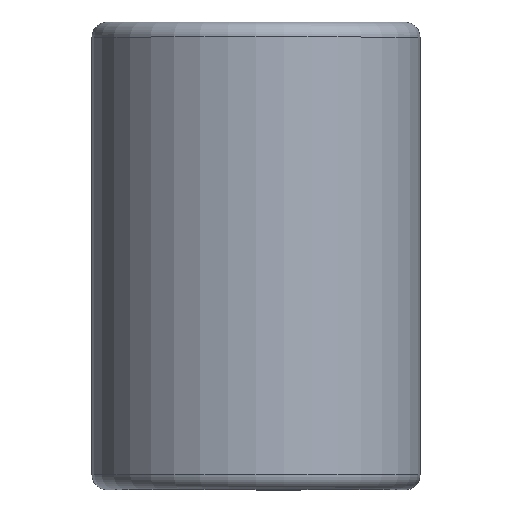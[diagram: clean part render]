
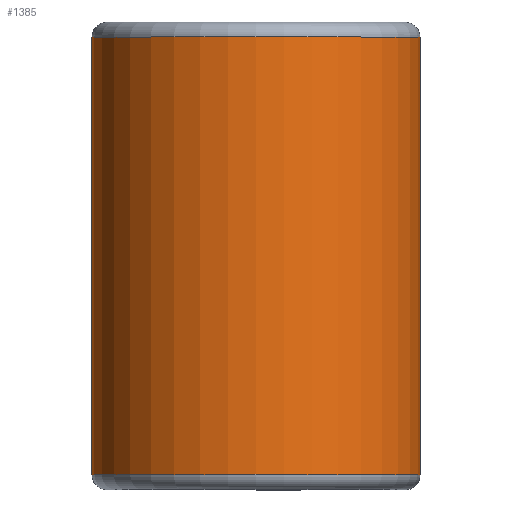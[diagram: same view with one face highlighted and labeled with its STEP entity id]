
A CAD part, top view. The second image highlights one B-rep face of the part: STEP entity #1385.
In plain terms, the highlighted cylindrical face has radius 8.357 mm (diameter 16.713 mm), a partial arc.
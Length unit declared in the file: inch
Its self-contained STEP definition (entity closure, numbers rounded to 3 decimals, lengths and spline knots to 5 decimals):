
#56 = DIRECTION ( 'NONE',  ( 0., -1., 0. ) ) ;
#65 = VERTEX_POINT ( 'NONE', #1380 ) ;
#80 = DIRECTION ( 'NONE',  ( 0., -1., 0. ) ) ;
#123 = CARTESIAN_POINT ( 'NONE',  ( 0., 0.43875, -0.329 ) ) ;
#208 = DIRECTION ( 'NONE',  ( 0., 1., 0. ) ) ;
#269 = CYLINDRICAL_SURFACE ( 'NONE', #1594, 0.329 ) ;
#306 = VERTEX_POINT ( 'NONE', #954 ) ;
#492 = AXIS2_PLACEMENT_3D ( 'NONE', #1255, #80, #1424 ) ;
#651 = ORIENTED_EDGE ( 'NONE', *, *, #929, .F. ) ;
#654 = VECTOR ( 'NONE', #2306, 39.37008 ) ;
#682 = VERTEX_POINT ( 'NONE', #2261 ) ;
#747 = EDGE_CURVE ( 'NONE', #65, #306, #1077, .T. ) ;
#762 = EDGE_LOOP ( 'NONE', ( #1271, #2124, #651, #1398 ) ) ;
#763 = VERTEX_POINT ( 'NONE', #2112 ) ;
#814 = CARTESIAN_POINT ( 'NONE',  ( 0.329, 0.43875, 0. ) ) ;
#929 = EDGE_CURVE ( 'NONE', #306, #682, #1163, .T. ) ;
#954 = CARTESIAN_POINT ( 'NONE',  ( 0., -0.43875, -0.329 ) ) ;
#974 = LINE ( 'NONE', #814, #1399 ) ;
#1077 = CIRCLE ( 'NONE', #492, 0.329 ) ;
#1159 = CARTESIAN_POINT ( 'NONE',  ( 0., 0.4375, 0. ) ) ;
#1163 = LINE ( 'NONE', #123, #654 ) ;
#1239 = CARTESIAN_POINT ( 'NONE',  ( 0., 0.43875, 0. ) ) ;
#1255 = CARTESIAN_POINT ( 'NONE',  ( 0., -0.43875, 0. ) ) ;
#1271 = ORIENTED_EDGE ( 'NONE', *, *, #2165, .T. ) ;
#1334 = DIRECTION ( 'NONE',  ( 0., -1., 0. ) ) ;
#1364 = AXIS2_PLACEMENT_3D ( 'NONE', #1239, #56, #1410 ) ;
#1380 = CARTESIAN_POINT ( 'NONE',  ( 0.329, -0.43875, 0. ) ) ;
#1385 = ADVANCED_FACE ( 'NONE', ( #2014 ), #269, .T. ) ;
#1398 = ORIENTED_EDGE ( 'NONE', *, *, #747, .F. ) ;
#1399 = VECTOR ( 'NONE', #208, 39.37008 ) ;
#1410 = DIRECTION ( 'NONE',  ( 0., 0., -1. ) ) ;
#1424 = DIRECTION ( 'NONE',  ( 0., 0., -1. ) ) ;
#1594 = AXIS2_PLACEMENT_3D ( 'NONE', #1159, #1334, #2184 ) ;
#2013 = CIRCLE ( 'NONE', #1364, 0.329 ) ;
#2014 = FACE_OUTER_BOUND ( 'NONE', #762, .T. ) ;
#2112 = CARTESIAN_POINT ( 'NONE',  ( 0.329, 0.43875, 0. ) ) ;
#2124 = ORIENTED_EDGE ( 'NONE', *, *, #2278, .T. ) ;
#2165 = EDGE_CURVE ( 'NONE', #65, #763, #974, .T. ) ;
#2184 = DIRECTION ( 'NONE',  ( 0., 0., -1. ) ) ;
#2261 = CARTESIAN_POINT ( 'NONE',  ( 0., 0.43875, -0.329 ) ) ;
#2278 = EDGE_CURVE ( 'NONE', #763, #682, #2013, .T. ) ;
#2306 = DIRECTION ( 'NONE',  ( 0., 1., 0. ) ) ;
